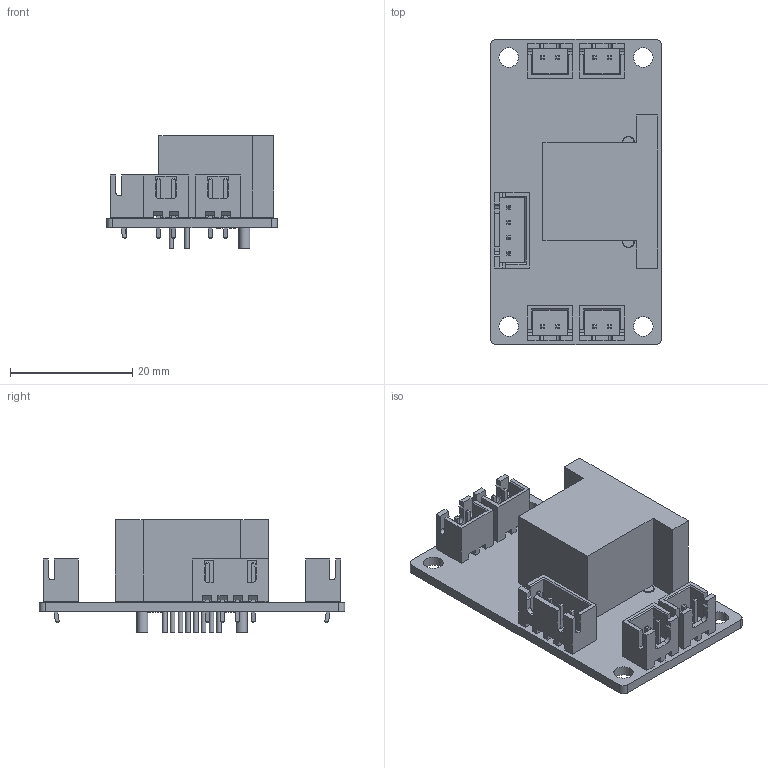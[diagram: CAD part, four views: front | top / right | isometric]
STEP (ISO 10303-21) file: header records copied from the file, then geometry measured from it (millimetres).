
FILE_DESCRIPTION(('KiCad electronic assembly'),'2;1');
FILE_NAME('ESP32 Bed Stepper Driver Adapter.step','2025-02-05T23:29:42', ('Pcbnew'),('Kicad'),'Open CASCADE STEP processor 7.8', 'KiCad to STEP converter','Unknown');
FILE_SCHEMA(('AUTOMOTIVE_DESIGN { 1 0 10303 214 1 1 1 1 }'));
Length unit declared in the file: millimetre
Products named in the file (8): ESP32 Bed Stepper Driver Adapter 1; JST_XH_B2B-XH-A_1x02_P2.50mm_Vertical; JST_B2B_XH_A; RJ45-8N3-S; ASSEMBLY; JST_XH_B4B-XH-A_1x04_P2.50mm_Vertical; JST_B4B_XH_A; ESP32 Bed Stepper Driver Adapter_PCB
Assembly tree (10 placements, depth 3):
  ESP32 Bed Stepper Driver Adapter 1
    JST_XH_B2B-XH-A_1x02_P2.50mm_Vertical  x4
      JST_B2B_XH_A
    RJ45-8N3-S
      ASSEMBLY
    JST_XH_B4B-XH-A_1x04_P2.50mm_Vertical
      JST_B4B_XH_A
    ESP32 Bed Stepper Driver Adapter_PCB
Bounding box: 28 x 50 x 18.43 mm (x, y, z)
Volume: 8309.4 mm3; surface area: 10049.6 mm2
Topology: 151 solids, 151 shells, 979 faces, 1893 edges, 1240 vertices
Faces by surface type: plane 783, cylinder 196
Full cylindrical faces by diameter (mm): 0.76 x96, 0.95 x4, 0.96 x8, 1 x8, 1.81 x24, 2.01 x2, 3.13 x24, 3.2 x4, 3.33 x2
Entity records: 18072 total; most frequent: DIRECTION 2990, CARTESIAN_POINT 2671, ORIENTED_EDGE 2352, EDGE_CURVE 1176, AXIS2_PLACEMENT_3D 1091, LINE 808, VECTOR 808, FACE_BOUND 780
